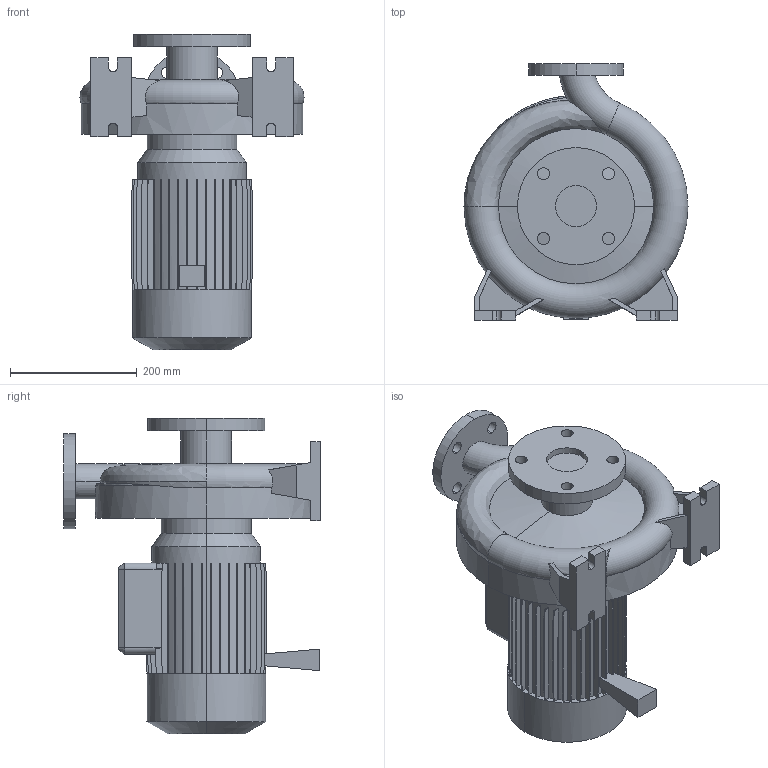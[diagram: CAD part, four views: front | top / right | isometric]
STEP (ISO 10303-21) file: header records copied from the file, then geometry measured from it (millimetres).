
FILE_DESCRIPTION (( 'STEP AP214' ), '1' );
FILE_NAME ('10010797swp02.step', '2023-01-20T15:04:09', ( '' ), ( '' ), 'SwSTEP 2.0', 'SolidWorks 2020', '' );
FILE_SCHEMA (( 'AUTOMOTIVE_DESIGN' ));
Length unit declared in the file: millimetre
Products named in the file (1): 10010797swp02
Bounding box: 354 x 405 x 499 mm (x, y, z)
Volume: 17621225.3 mm3; surface area: 815542.6 mm2
Topology: 1 solids, 1 shells, 387 faces, 1123 edges, 745 vertices
Faces by surface type: plane 316, cylinder 52, cone 11, torus 6, bspline 2
Entity records: 13965 total; most frequent: CARTESIAN_POINT 3606, ORIENTED_EDGE 2246, DIRECTION 2042, EDGE_CURVE 1123, VECTOR 878, LINE 878, VERTEX_POINT 745, AXIS2_PLACEMENT_3D 582
